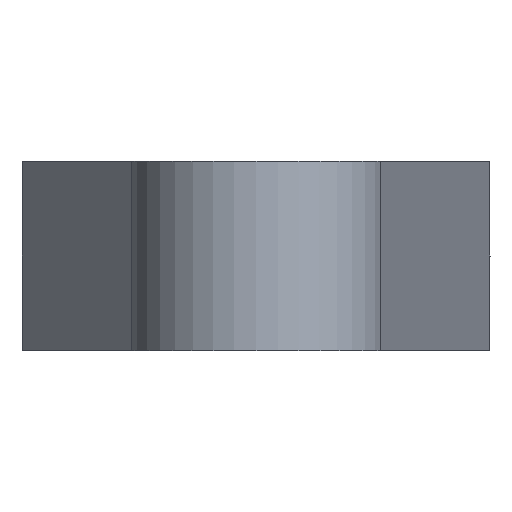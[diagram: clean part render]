
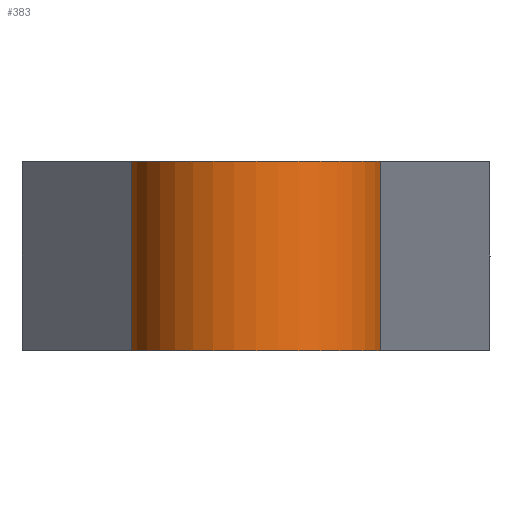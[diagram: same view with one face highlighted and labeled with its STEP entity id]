
A CAD part, left-side view. The second image highlights one B-rep face of the part: STEP entity #383.
In plain terms, the highlighted cylindrical face has radius 10 mm (diameter 20 mm), a partial arc.
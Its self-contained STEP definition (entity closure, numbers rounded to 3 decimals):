
#50=LINE('',#649,#86);
#52=LINE('',#655,#88);
#86=VECTOR('',#534,10.);
#88=VECTOR('',#540,10.);
#97=CYLINDRICAL_SURFACE('',#433,10.);
#118=FACE_OUTER_BOUND('',#141,.T.);
#141=EDGE_LOOP('',(#318,#319,#320,#321));
#160=CIRCLE('',#434,10.);
#161=CIRCLE('',#435,10.);
#192=VERTEX_POINT('',#646);
#193=VERTEX_POINT('',#648);
#194=VERTEX_POINT('',#652);
#195=VERTEX_POINT('',#654);
#241=EDGE_CURVE('',#193,#192,#50,.T.);
#243=EDGE_CURVE('',#194,#192,#160,.T.);
#244=EDGE_CURVE('',#195,#194,#52,.T.);
#245=EDGE_CURVE('',#193,#195,#161,.T.);
#318=ORIENTED_EDGE('',*,*,#241,.T.);
#319=ORIENTED_EDGE('',*,*,#243,.F.);
#320=ORIENTED_EDGE('',*,*,#244,.F.);
#321=ORIENTED_EDGE('',*,*,#245,.F.);
#383=ADVANCED_FACE('',(#118),#97,.T.);
#433=AXIS2_PLACEMENT_3D('',#651,#536,#537);
#434=AXIS2_PLACEMENT_3D('',#653,#538,#539);
#435=AXIS2_PLACEMENT_3D('',#656,#541,#542);
#534=DIRECTION('',(0.,0.,1.));
#536=DIRECTION('center_axis',(0.,0.,1.));
#537=DIRECTION('ref_axis',(-0.182,0.983,0.));
#538=DIRECTION('center_axis',(0.,0.,1.));
#539=DIRECTION('ref_axis',(-0.182,0.983,0.));
#540=DIRECTION('',(0.,0.,1.));
#541=DIRECTION('center_axis',(0.,0.,-1.));
#542=DIRECTION('ref_axis',(-0.182,0.983,0.));
#646=CARTESIAN_POINT('',(-1.82,-9.833,7.5));
#648=CARTESIAN_POINT('',(-1.82,-9.833,-7.5));
#649=CARTESIAN_POINT('',(-1.82,-9.833,0.));
#651=CARTESIAN_POINT('Origin',(0.,0.,0.));
#652=CARTESIAN_POINT('',(-1.82,9.833,7.5));
#653=CARTESIAN_POINT('Origin',(0.,0.,7.5));
#654=CARTESIAN_POINT('',(-1.82,9.833,-7.5));
#655=CARTESIAN_POINT('',(-1.82,9.833,0.));
#656=CARTESIAN_POINT('Origin',(0.,0.,-7.5));
